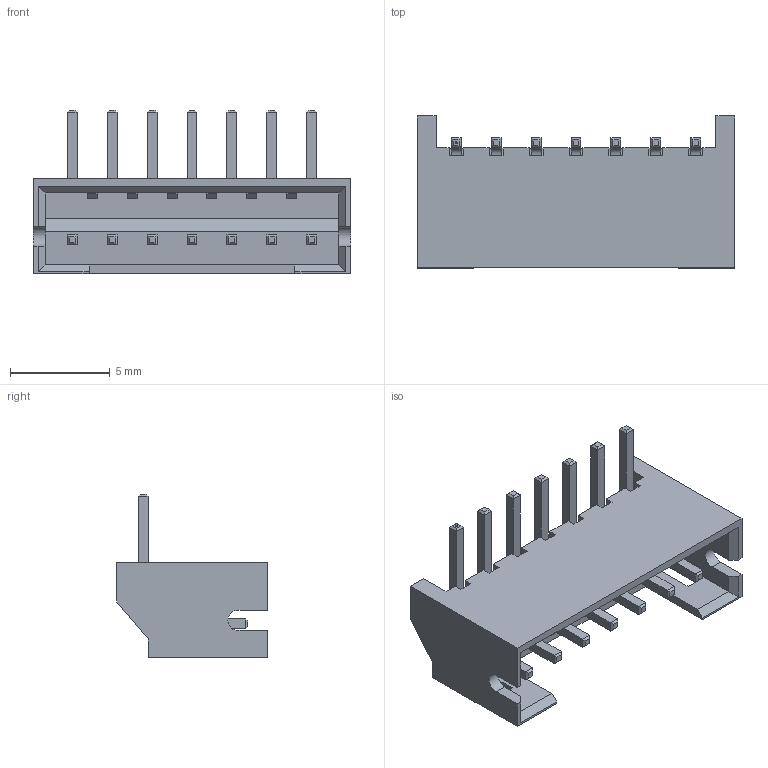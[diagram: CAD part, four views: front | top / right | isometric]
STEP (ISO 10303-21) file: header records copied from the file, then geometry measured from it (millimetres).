
FILE_DESCRIPTION (( 'STEP AP214' ), '1' );
FILE_NAME ('JST-S7B-PH-K-S.STEP', '2020-12-29T22:14:42', ( '' ), ( '' ), 'SwSTEP 2.0', 'SolidWorks 2020', '' );
FILE_SCHEMA (( 'AUTOMOTIVE_DESIGN' ));
Length unit declared in the file: millimetre
Products named in the file (1): JST-S7B-PH-K-S
Bounding box: 15.9 x 7.6 x 8.2 mm (x, y, z)
Volume: 215.6 mm3; surface area: 670.6 mm2
Topology: 1 solids, 1 shells, 260 faces, 649 edges, 402 vertices
Faces by surface type: plane 228, bspline 28, cylinder 4
Entity records: 11258 total; most frequent: CARTESIAN_POINT 2292, ORIENTED_EDGE 1298, DIRECTION 1151, EDGE_CURVE 649, VECTOR 613, LINE 613, VERTEX_POINT 402, EDGE_LOOP 275
